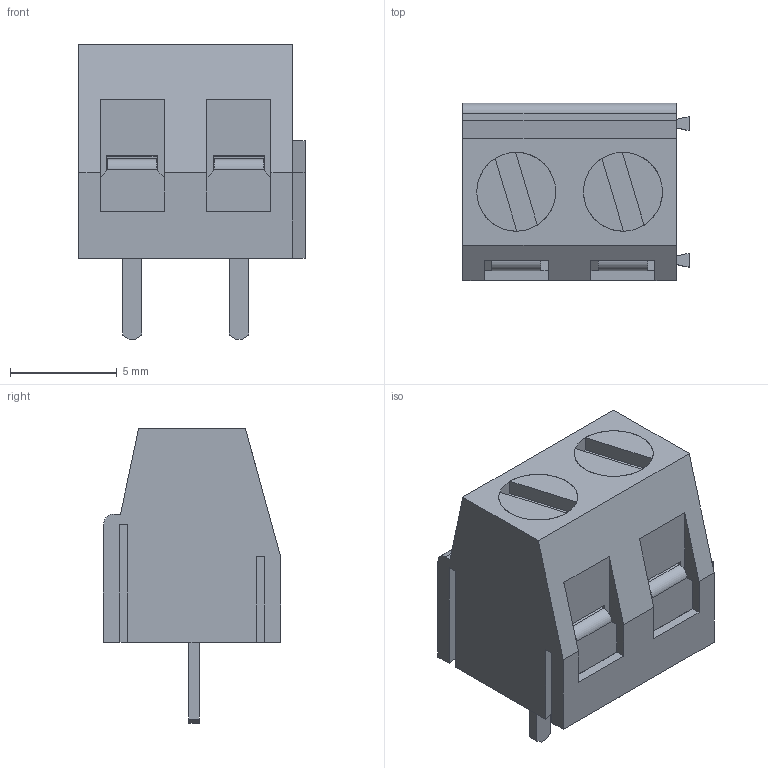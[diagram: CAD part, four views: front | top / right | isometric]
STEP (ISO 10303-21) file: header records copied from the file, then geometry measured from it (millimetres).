
FILE_DESCRIPTION( ( 'Unknown' ), '1' );
FILE_NAME( '691213710002.stp', 'Unknown', ( 'Quentin LAIDEBEUR' ), ( 'WE' ), 'PSStep 15.0.49', 'Sample-box', ' ' );
FILE_SCHEMA( ( 'AUTOMOTIVE_DESIGN { 1 0 10303 214 1 1 1 1 }' ) );
Length unit declared in the file: millimetre
Products named in the file (5): Assem1; 691213710002; 6912137100xx_MASS; 6912137100xx_VIS; 6912137100xx_PIN
Assembly tree (7 placements, depth 2):
  Assem1
    691213710002
    6912137100xx_MASS  x2
    6912137100xx_VIS  x2
    6912137100xx_PIN  x2
Bounding box: 10.6 x 8.3 x 13.8 mm (x, y, z)
Volume: 510.4 mm3; surface area: 1468.6 mm2
Topology: 7 solids, 7 shells, 184 faces, 498 edges, 326 vertices
Faces by surface type: plane 161, cylinder 23
Full cylindrical faces by diameter (mm): 2.8 x4, 3 x2, 3.7 x4
Entity records: 5350 total; most frequent: CARTESIAN_POINT 745, ORIENTED_EDGE 724, DIRECTION 676, EDGE_CURVE 362, LINE 330, VECTOR 330, VERTEX_POINT 242, AXIS2_PLACEMENT_3D 173
